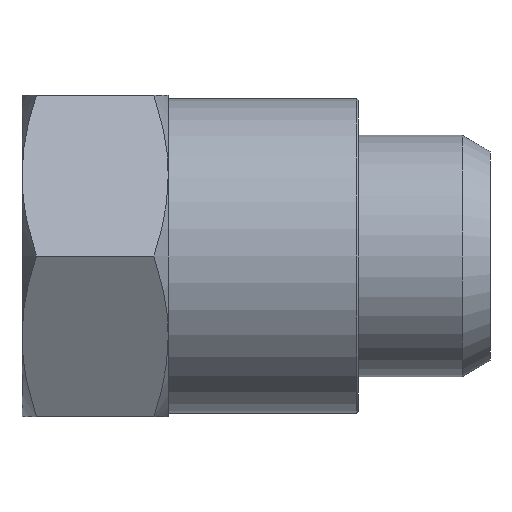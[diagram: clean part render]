
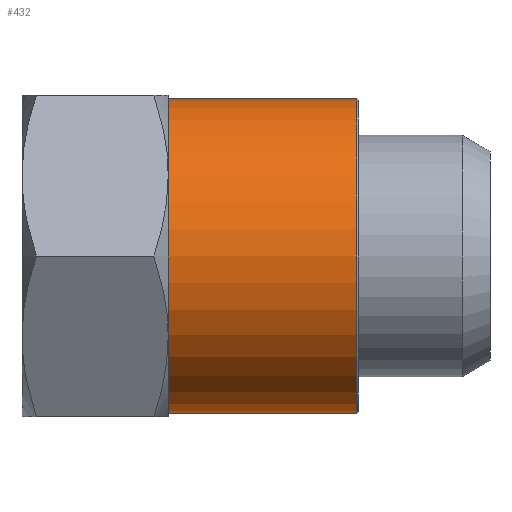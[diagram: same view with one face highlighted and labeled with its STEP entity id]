
A CAD part, left-side view. The second image highlights one B-rep face of the part: STEP entity #432.
In plain terms, the highlighted cylindrical face has radius 10.75 mm (diameter 21.5 mm), a partial arc.
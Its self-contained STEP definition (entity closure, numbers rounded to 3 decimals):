
#24 = VECTOR ( 'NONE', #233, 1000. ) ;
#26 = ORIENTED_EDGE ( 'NONE', *, *, #378, .T. ) ;
#34 = ORIENTED_EDGE ( 'NONE', *, *, #248, .T. ) ;
#44 = LINE ( 'NONE', #960, #183 ) ;
#66 = ORIENTED_EDGE ( 'NONE', *, *, #86, .T. ) ;
#67 = ORIENTED_EDGE ( 'NONE', *, *, #1111, .F. ) ;
#86 = EDGE_CURVE ( 'NONE', #180, #105, #350, .T. ) ;
#105 = VERTEX_POINT ( 'NONE', #969 ) ;
#117 = VERTEX_POINT ( 'NONE', #996 ) ;
#180 = VERTEX_POINT ( 'NONE', #478 ) ;
#183 = VECTOR ( 'NONE', #1079, 1000. ) ;
#233 = DIRECTION ( 'NONE',  ( 0., -1., 0. ) ) ;
#245 = CYLINDRICAL_SURFACE ( 'NONE', #828, 10.75 ) ;
#248 = EDGE_CURVE ( 'NONE', #763, #180, #908, .T. ) ;
#258 = CARTESIAN_POINT ( 'NONE',  ( 0., 0., 0. ) ) ;
#350 = LINE ( 'NONE', #735, #24 ) ;
#356 = EDGE_LOOP ( 'NONE', ( #67, #34, #66, #26 ) ) ;
#378 = EDGE_CURVE ( 'NONE', #105, #117, #733, .T. ) ;
#432 = ADVANCED_FACE ( 'NONE', ( #457 ), #245, .T. ) ;
#457 = FACE_OUTER_BOUND ( 'NONE', #356, .T. ) ;
#478 = CARTESIAN_POINT ( 'NONE',  ( 0., 22., -10.75 ) ) ;
#519 = DIRECTION ( 'NONE',  ( 0., 0., -1. ) ) ;
#536 = AXIS2_PLACEMENT_3D ( 'NONE', #1104, #1099, #1096 ) ;
#581 = DIRECTION ( 'NONE',  ( 0., 0., -1. ) ) ;
#729 = DIRECTION ( 'NONE',  ( 0., -1., 0. ) ) ;
#733 = CIRCLE ( 'NONE', #536, 10.75 ) ;
#735 = CARTESIAN_POINT ( 'NONE',  ( 0., 0., -10.75 ) ) ;
#763 = VERTEX_POINT ( 'NONE', #1003 ) ;
#828 = AXIS2_PLACEMENT_3D ( 'NONE', #258, #729, #519 ) ;
#837 = DIRECTION ( 'NONE',  ( 0., -1., 0. ) ) ;
#838 = CARTESIAN_POINT ( 'NONE',  ( 0., 22., 0. ) ) ;
#908 = CIRCLE ( 'NONE', #979, 10.75 ) ;
#960 = CARTESIAN_POINT ( 'NONE',  ( 0., 0., 10.75 ) ) ;
#969 = CARTESIAN_POINT ( 'NONE',  ( 0., 9.1, -10.75 ) ) ;
#979 = AXIS2_PLACEMENT_3D ( 'NONE', #838, #837, #581 ) ;
#996 = CARTESIAN_POINT ( 'NONE',  ( 0., 9.1, 10.75 ) ) ;
#1003 = CARTESIAN_POINT ( 'NONE',  ( 0., 22., 10.75 ) ) ;
#1079 = DIRECTION ( 'NONE',  ( 0., -1., 0. ) ) ;
#1096 = DIRECTION ( 'NONE',  ( 0., 0., -1. ) ) ;
#1099 = DIRECTION ( 'NONE',  ( 0., 1., 0. ) ) ;
#1104 = CARTESIAN_POINT ( 'NONE',  ( 0., 9.1, 0. ) ) ;
#1111 = EDGE_CURVE ( 'NONE', #763, #117, #44, .T. ) ;
